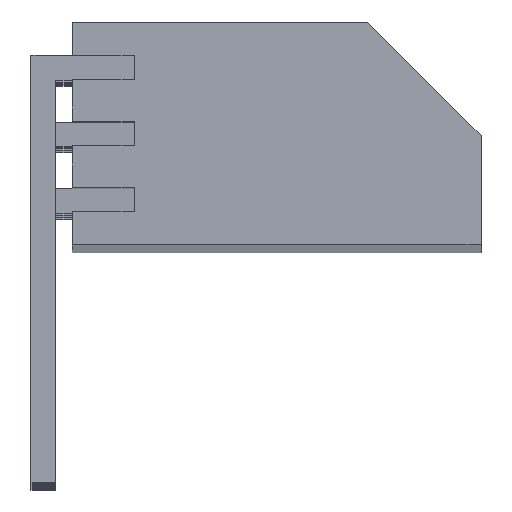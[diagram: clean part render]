
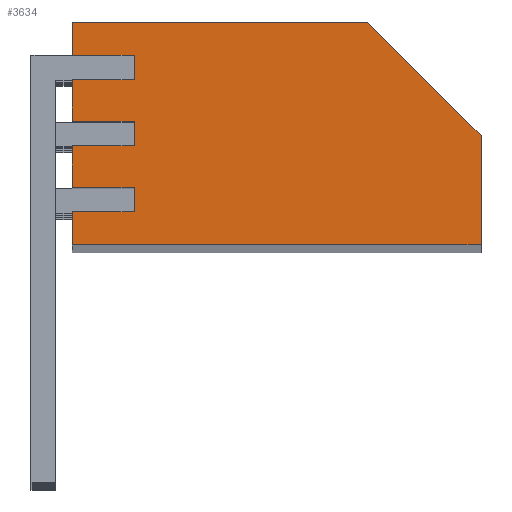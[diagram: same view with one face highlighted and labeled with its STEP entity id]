
A CAD part, top view. The second image highlights one B-rep face of the part: STEP entity #3634.
In plain terms, the highlighted planar face has unit normal (0, 0, 1).
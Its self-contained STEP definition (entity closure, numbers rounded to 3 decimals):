
#4 = CARTESIAN_POINT ( 'NONE',  ( -6.9, -3.8, 110. ) ) ;
#45 = LINE ( 'NONE', #2813, #97 ) ;
#51 = VERTEX_POINT ( 'NONE', #4 ) ;
#91 = CARTESIAN_POINT ( 'NONE',  ( -6.9, 2.6, 110. ) ) ;
#97 = VECTOR ( 'NONE', #770, 1000. ) ;
#161 = CARTESIAN_POINT ( 'NONE',  ( 4.9, 4.9, 110. ) ) ;
#187 = CARTESIAN_POINT ( 'NONE',  ( -9.9, -2.6, 110. ) ) ;
#402 = VERTEX_POINT ( 'NONE', #4068 ) ;
#426 = VERTEX_POINT ( 'NONE', #1936 ) ;
#496 = DIRECTION ( 'NONE',  ( 1., 0., 0. ) ) ;
#505 = DIRECTION ( 'NONE',  ( -1., 0., 0. ) ) ;
#568 = EDGE_LOOP ( 'NONE', ( #2552, #3470, #2833, #1976, #3827, #1113, #2669, #4153, #2797, #2377, #622, #3132, #2754, #1619, #3447, #1722, #1469 ) ) ;
#607 = CARTESIAN_POINT ( 'NONE',  ( -6.9, 3.8, 110. ) ) ;
#622 = ORIENTED_EDGE ( 'NONE', *, *, #3041, .F. ) ;
#713 = PLANE ( 'NONE',  #3862 ) ;
#767 = CARTESIAN_POINT ( 'NONE',  ( 9.9, 5.4, 110. ) ) ;
#770 = DIRECTION ( 'NONE',  ( -1., 0., 0. ) ) ;
#791 = VERTEX_POINT ( 'NONE', #3908 ) ;
#813 = VERTEX_POINT ( 'NONE', #3063 ) ;
#849 = CARTESIAN_POINT ( 'NONE',  ( -9.9, 0.6, 110. ) ) ;
#881 = CARTESIAN_POINT ( 'NONE',  ( -6.9, -0.6, 110. ) ) ;
#910 = CARTESIAN_POINT ( 'NONE',  ( -6.9, -3.8, 110. ) ) ;
#999 = VERTEX_POINT ( 'NONE', #3635 ) ;
#1064 = CARTESIAN_POINT ( 'NONE',  ( 0., 0., 110. ) ) ;
#1067 = VERTEX_POINT ( 'NONE', #1456 ) ;
#1113 = ORIENTED_EDGE ( 'NONE', *, *, #2024, .F. ) ;
#1175 = CARTESIAN_POINT ( 'NONE',  ( -6.9, 2.6, 110. ) ) ;
#1186 = DIRECTION ( 'NONE',  ( 1., 0., 0. ) ) ;
#1197 = CARTESIAN_POINT ( 'NONE',  ( 9.9, -0.1, 110. ) ) ;
#1229 = DIRECTION ( 'NONE',  ( 1., 0., 0. ) ) ;
#1255 = CARTESIAN_POINT ( 'NONE',  ( -9.9, -3.8, 110. ) ) ;
#1329 = DIRECTION ( 'NONE',  ( 0., -1., 0. ) ) ;
#1392 = DIRECTION ( 'NONE',  ( 0., 0., 1. ) ) ;
#1456 = CARTESIAN_POINT ( 'NONE',  ( -9.9, 3.8, 110. ) ) ;
#1469 = ORIENTED_EDGE ( 'NONE', *, *, #2993, .T. ) ;
#1535 = DIRECTION ( 'NONE',  ( -1., 0., 0. ) ) ;
#1584 = CARTESIAN_POINT ( 'NONE',  ( 9.9, -5.4, 110. ) ) ;
#1619 = ORIENTED_EDGE ( 'NONE', *, *, #3092, .F. ) ;
#1722 = ORIENTED_EDGE ( 'NONE', *, *, #2837, .T. ) ;
#1771 = CARTESIAN_POINT ( 'NONE',  ( -9.9, -2.6, 110. ) ) ;
#1845 = DIRECTION ( 'NONE',  ( 0., 1., 0. ) ) ;
#1898 = DIRECTION ( 'NONE',  ( -1., 0., 0. ) ) ;
#1914 = CARTESIAN_POINT ( 'NONE',  ( -9.9, -5.4, 110. ) ) ;
#1936 = CARTESIAN_POINT ( 'NONE',  ( -9.9, -0.6, 110. ) ) ;
#1967 = EDGE_CURVE ( 'NONE', #3206, #1067, #45, .T. ) ;
#1976 = ORIENTED_EDGE ( 'NONE', *, *, #2456, .T. ) ;
#2001 = DIRECTION ( 'NONE',  ( 0., -1., 0. ) ) ;
#2024 = EDGE_CURVE ( 'NONE', #3885, #3206, #4187, .T. ) ;
#2030 = VERTEX_POINT ( 'NONE', #3134 ) ;
#2072 = VERTEX_POINT ( 'NONE', #2530 ) ;
#2083 = EDGE_CURVE ( 'NONE', #791, #3885, #4185, .T. ) ;
#2153 = DIRECTION ( 'NONE',  ( 0., 1., 0. ) ) ;
#2181 = CARTESIAN_POINT ( 'NONE',  ( -9.9, 2.6, 110. ) ) ;
#2214 = CARTESIAN_POINT ( 'NONE',  ( -9.9, 5.4, 110. ) ) ;
#2224 = EDGE_CURVE ( 'NONE', #791, #999, #4044, .T. ) ;
#2225 = CARTESIAN_POINT ( 'NONE',  ( -9.9, 5.4, 110. ) ) ;
#2299 = VERTEX_POINT ( 'NONE', #1584 ) ;
#2377 = ORIENTED_EDGE ( 'NONE', *, *, #3031, .F. ) ;
#2456 = EDGE_CURVE ( 'NONE', #402, #1067, #3853, .T. ) ;
#2487 = EDGE_CURVE ( 'NONE', #426, #3325, #3826, .T. ) ;
#2530 = CARTESIAN_POINT ( 'NONE',  ( -9.9, -3.8, 110. ) ) ;
#2552 = ORIENTED_EDGE ( 'NONE', *, *, #2750, .T. ) ;
#2559 = DIRECTION ( 'NONE',  ( -0.707, 0.707, 0. ) ) ;
#2571 = DIRECTION ( 'NONE',  ( 0., -1., 0. ) ) ;
#2575 = DIRECTION ( 'NONE',  ( 0., -1., 0. ) ) ;
#2636 = FACE_OUTER_BOUND ( 'NONE', #568, .T. ) ;
#2669 = ORIENTED_EDGE ( 'NONE', *, *, #2083, .F. ) ;
#2743 = VERTEX_POINT ( 'NONE', #3102 ) ;
#2750 = EDGE_CURVE ( 'NONE', #2299, #3517, #3574, .T. ) ;
#2754 = ORIENTED_EDGE ( 'NONE', *, *, #3047, .F. ) ;
#2785 = EDGE_CURVE ( 'NONE', #2030, #402, #3551, .T. ) ;
#2797 = ORIENTED_EDGE ( 'NONE', *, *, #3025, .F. ) ;
#2813 = CARTESIAN_POINT ( 'NONE',  ( -9.9, 3.8, 110. ) ) ;
#2833 = ORIENTED_EDGE ( 'NONE', *, *, #2785, .T. ) ;
#2837 = EDGE_CURVE ( 'NONE', #2072, #4039, #3602, .T. ) ;
#2905 = CARTESIAN_POINT ( 'NONE',  ( -6.9, -0.6, 110. ) ) ;
#2908 = CARTESIAN_POINT ( 'NONE',  ( -9.9, 5.4, 110. ) ) ;
#2939 = DIRECTION ( 'NONE',  ( 0., 1., 0. ) ) ;
#2993 = EDGE_CURVE ( 'NONE', #4039, #2299, #3360, .T. ) ;
#3001 = EDGE_CURVE ( 'NONE', #3517, #2030, #3307, .T. ) ;
#3025 = EDGE_CURVE ( 'NONE', #2743, #999, #3293, .T. ) ;
#3031 = EDGE_CURVE ( 'NONE', #3573, #2743, #3274, .T. ) ;
#3041 = EDGE_CURVE ( 'NONE', #426, #3573, #3277, .T. ) ;
#3047 = EDGE_CURVE ( 'NONE', #813, #3325, #3250, .T. ) ;
#3063 = CARTESIAN_POINT ( 'NONE',  ( -6.9, -2.6, 110. ) ) ;
#3092 = EDGE_CURVE ( 'NONE', #51, #813, #3243, .T. ) ;
#3101 = EDGE_CURVE ( 'NONE', #2072, #51, #3212, .T. ) ;
#3102 = CARTESIAN_POINT ( 'NONE',  ( -6.9, 0.6, 110. ) ) ;
#3132 = ORIENTED_EDGE ( 'NONE', *, *, #2487, .T. ) ;
#3134 = CARTESIAN_POINT ( 'NONE',  ( 4.4, 5.4, 110. ) ) ;
#3195 = DIRECTION ( 'NONE',  ( 0., 1., 0. ) ) ;
#3205 = VECTOR ( 'NONE', #3222, 1000. ) ;
#3206 = VERTEX_POINT ( 'NONE', #607 ) ;
#3212 = LINE ( 'NONE', #1255, #3205 ) ;
#3222 = DIRECTION ( 'NONE',  ( 1., 0., 0. ) ) ;
#3240 = VECTOR ( 'NONE', #2939, 1000. ) ;
#3243 = LINE ( 'NONE', #910, #3240 ) ;
#3250 = LINE ( 'NONE', #187, #3254 ) ;
#3254 = VECTOR ( 'NONE', #1898, 1000. ) ;
#3256 = VECTOR ( 'NONE', #1229, 1000. ) ;
#3274 = LINE ( 'NONE', #881, #3286 ) ;
#3277 = LINE ( 'NONE', #3484, #3256 ) ;
#3286 = VECTOR ( 'NONE', #3195, 1000. ) ;
#3293 = LINE ( 'NONE', #849, #3296 ) ;
#3296 = VECTOR ( 'NONE', #1535, 1000. ) ;
#3307 = LINE ( 'NONE', #161, #3316 ) ;
#3316 = VECTOR ( 'NONE', #2559, 1000. ) ;
#3325 = VERTEX_POINT ( 'NONE', #1771 ) ;
#3327 = VECTOR ( 'NONE', #496, 1000. ) ;
#3360 = LINE ( 'NONE', #4030, #3327 ) ;
#3447 = ORIENTED_EDGE ( 'NONE', *, *, #3101, .F. ) ;
#3470 = ORIENTED_EDGE ( 'NONE', *, *, #3001, .T. ) ;
#3476 = VECTOR ( 'NONE', #2571, 1000. ) ;
#3484 = CARTESIAN_POINT ( 'NONE',  ( -9.9, -0.6, 110. ) ) ;
#3517 = VERTEX_POINT ( 'NONE', #1197 ) ;
#3522 = VECTOR ( 'NONE', #505, 1000. ) ;
#3551 = LINE ( 'NONE', #2214, #3522 ) ;
#3564 = VECTOR ( 'NONE', #1845, 1000. ) ;
#3573 = VERTEX_POINT ( 'NONE', #2905 ) ;
#3574 = LINE ( 'NONE', #767, #3564 ) ;
#3586 = CARTESIAN_POINT ( 'NONE',  ( -9.9, 5.4, 110. ) ) ;
#3602 = LINE ( 'NONE', #2908, #3476 ) ;
#3634 = ADVANCED_FACE ( 'NONE', ( #2636 ), #713, .T. ) ;
#3635 = CARTESIAN_POINT ( 'NONE',  ( -9.9, 0.6, 110. ) ) ;
#3638 = DIRECTION ( 'NONE',  ( 1., 0., 0. ) ) ;
#3791 = VECTOR ( 'NONE', #1329, 1000. ) ;
#3826 = LINE ( 'NONE', #3586, #3791 ) ;
#3827 = ORIENTED_EDGE ( 'NONE', *, *, #1967, .F. ) ;
#3840 = VECTOR ( 'NONE', #2001, 1000. ) ;
#3853 = LINE ( 'NONE', #4146, #3840 ) ;
#3862 = AXIS2_PLACEMENT_3D ( 'NONE', #1064, #1392, #3638 ) ;
#3885 = VERTEX_POINT ( 'NONE', #1175 ) ;
#3908 = CARTESIAN_POINT ( 'NONE',  ( -9.9, 2.6, 110. ) ) ;
#4025 = VECTOR ( 'NONE', #2575, 1000. ) ;
#4030 = CARTESIAN_POINT ( 'NONE',  ( -9.9, -5.4, 110. ) ) ;
#4039 = VERTEX_POINT ( 'NONE', #1914 ) ;
#4044 = LINE ( 'NONE', #2225, #4025 ) ;
#4068 = CARTESIAN_POINT ( 'NONE',  ( -9.9, 5.4, 110. ) ) ;
#4129 = VECTOR ( 'NONE', #1186, 1000. ) ;
#4146 = CARTESIAN_POINT ( 'NONE',  ( -9.9, 5.4, 110. ) ) ;
#4153 = ORIENTED_EDGE ( 'NONE', *, *, #2224, .T. ) ;
#4177 = VECTOR ( 'NONE', #2153, 1000. ) ;
#4185 = LINE ( 'NONE', #2181, #4129 ) ;
#4187 = LINE ( 'NONE', #91, #4177 ) ;
